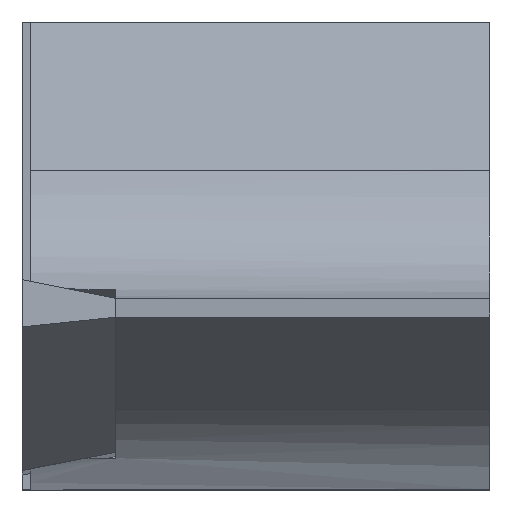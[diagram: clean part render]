
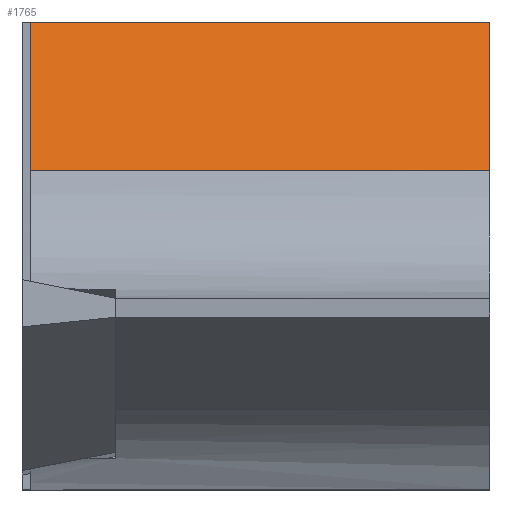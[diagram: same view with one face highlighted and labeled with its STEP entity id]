
A CAD part, left-side view. The second image highlights one B-rep face of the part: STEP entity #1765.
In plain terms, the highlighted planar face has unit normal (-0.966, 0, 0.259).
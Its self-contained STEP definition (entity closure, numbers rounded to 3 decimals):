
#118 = ORIENTED_EDGE ( 'NONE', *, *, #2263, .F. ) ;
#237 = FACE_OUTER_BOUND ( 'NONE', #1754, .T. ) ;
#257 = ORIENTED_EDGE ( 'NONE', *, *, #585, .T. ) ;
#261 = ORIENTED_EDGE ( 'NONE', *, *, #1979, .F. ) ;
#274 = LINE ( 'NONE', #1127, #869 ) ;
#377 = CARTESIAN_POINT ( 'NONE',  ( -112.867, -15.875, -5.025 ) ) ;
#388 = CARTESIAN_POINT ( 'NONE',  ( -112.867, -0.3, -5.025 ) ) ;
#408 = VERTEX_POINT ( 'NONE', #1285 ) ;
#580 = VECTOR ( 'NONE', #1337, 1000. ) ;
#585 = EDGE_CURVE ( 'NONE', #2546, #2553, #963, .T. ) ;
#598 = ORIENTED_EDGE ( 'NONE', *, *, #1838, .T. ) ;
#645 = LINE ( 'NONE', #1300, #580 ) ;
#693 = CARTESIAN_POINT ( 'NONE',  ( -111.52, -0.3, 0. ) ) ;
#756 = CARTESIAN_POINT ( 'NONE',  ( -112.867, 158.75, -5.025 ) ) ;
#768 = DIRECTION ( 'NONE',  ( 0.259, 0., 0.966 ) ) ;
#791 = DIRECTION ( 'NONE',  ( 0., -1., 0. ) ) ;
#843 = CARTESIAN_POINT ( 'NONE',  ( -112.867, -0.3, -5.025 ) ) ;
#869 = VECTOR ( 'NONE', #1141, 1000. ) ;
#963 = LINE ( 'NONE', #756, #1493 ) ;
#1127 = CARTESIAN_POINT ( 'NONE',  ( -104.05, -15.875, 27.88 ) ) ;
#1141 = DIRECTION ( 'NONE',  ( -0.259, 0., -0.966 ) ) ;
#1285 = CARTESIAN_POINT ( 'NONE',  ( -111.52, -15.875, 0. ) ) ;
#1300 = CARTESIAN_POINT ( 'NONE',  ( -111.52, -15.875, 0. ) ) ;
#1337 = DIRECTION ( 'NONE',  ( 0., 1., 0. ) ) ;
#1366 = LINE ( 'NONE', #843, #1422 ) ;
#1401 = DIRECTION ( 'NONE',  ( -0.259, 0., -0.966 ) ) ;
#1405 = DIRECTION ( 'NONE',  ( 0.966, 0., -0.259 ) ) ;
#1407 = PLANE ( 'NONE',  #1598 ) ;
#1414 = CARTESIAN_POINT ( 'NONE',  ( -112.867, 158.75, -5.025 ) ) ;
#1422 = VECTOR ( 'NONE', #768, 1000. ) ;
#1493 = VECTOR ( 'NONE', #791, 1000. ) ;
#1598 = AXIS2_PLACEMENT_3D ( 'NONE', #1414, #1405, #1401 ) ;
#1754 = EDGE_LOOP ( 'NONE', ( #118, #257, #261, #598 ) ) ;
#1765 = ADVANCED_FACE ( 'NONE', ( #237 ), #1407, .F. ) ;
#1838 = EDGE_CURVE ( 'NONE', #408, #2351, #645, .T. ) ;
#1979 = EDGE_CURVE ( 'NONE', #408, #2553, #274, .T. ) ;
#2263 = EDGE_CURVE ( 'NONE', #2546, #2351, #1366, .T. ) ;
#2351 = VERTEX_POINT ( 'NONE', #693 ) ;
#2546 = VERTEX_POINT ( 'NONE', #388 ) ;
#2553 = VERTEX_POINT ( 'NONE', #377 ) ;
